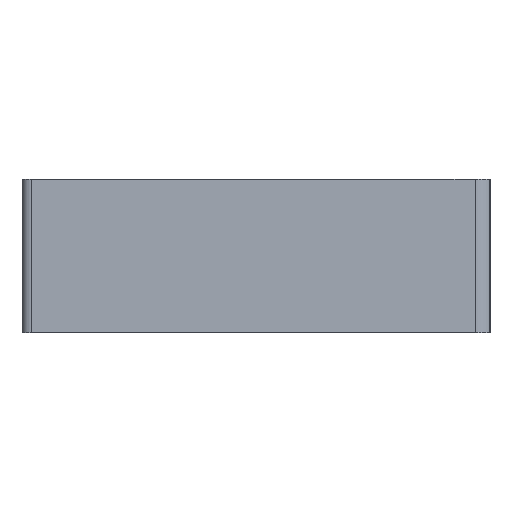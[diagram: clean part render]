
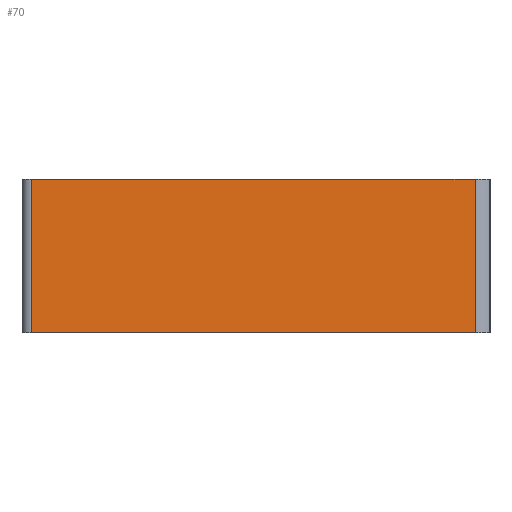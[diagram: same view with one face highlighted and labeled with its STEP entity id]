
A CAD part, front view. The second image highlights one B-rep face of the part: STEP entity #70.
In plain terms, the highlighted planar face has unit normal (0.052, -0.999, 0).
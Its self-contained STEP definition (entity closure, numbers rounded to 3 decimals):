
#70 = ADVANCED_FACE ( 'NONE', ( #440 ), #683, .T. ) ;
#95 = VERTEX_POINT ( 'NONE', #558 ) ;
#119 = CARTESIAN_POINT ( 'NONE',  ( 1.094, -66.548, 15. ) ) ;
#121 = CARTESIAN_POINT ( 'NONE',  ( 1.094, -66.548, 15. ) ) ;
#152 = VERTEX_POINT ( 'NONE', #325 ) ;
#201 = DIRECTION ( 'NONE',  ( -0.999, -0.052, 0. ) ) ;
#282 = CARTESIAN_POINT ( 'NONE',  ( 87.476, -62.02, 15. ) ) ;
#295 = ORIENTED_EDGE ( 'NONE', *, *, #480, .T. ) ;
#325 = CARTESIAN_POINT ( 'NONE',  ( 87.476, -62.02, -15. ) ) ;
#376 = CARTESIAN_POINT ( 'NONE',  ( 1.094, -66.548, 15. ) ) ;
#379 = DIRECTION ( 'NONE',  ( -0.999, -0.052, 0. ) ) ;
#383 = EDGE_CURVE ( 'NONE', #396, #152, #716, .T. ) ;
#390 = LINE ( 'NONE', #376, #726 ) ;
#396 = VERTEX_POINT ( 'NONE', #282 ) ;
#432 = EDGE_LOOP ( 'NONE', ( #761, #601, #696, #295 ) ) ;
#440 = FACE_OUTER_BOUND ( 'NONE', #432, .T. ) ;
#450 = CARTESIAN_POINT ( 'NONE',  ( 1.094, -66.548, -15. ) ) ;
#462 = VERTEX_POINT ( 'NONE', #119 ) ;
#480 = EDGE_CURVE ( 'NONE', #462, #95, #390, .T. ) ;
#494 = EDGE_CURVE ( 'NONE', #396, #462, #691, .T. ) ;
#508 = EDGE_CURVE ( 'NONE', #152, #95, #641, .T. ) ;
#521 = DIRECTION ( 'NONE',  ( 0., 0., -1. ) ) ;
#550 = AXIS2_PLACEMENT_3D ( 'NONE', #671, #639, #638 ) ;
#558 = CARTESIAN_POINT ( 'NONE',  ( 1.094, -66.548, -15. ) ) ;
#573 = CARTESIAN_POINT ( 'NONE',  ( 87.476, -62.02, 15. ) ) ;
#601 = ORIENTED_EDGE ( 'NONE', *, *, #383, .F. ) ;
#613 = DIRECTION ( 'NONE',  ( 0., 0., -1. ) ) ;
#635 = VECTOR ( 'NONE', #379, 1000. ) ;
#638 = DIRECTION ( 'NONE',  ( 0.999, 0.052, 0. ) ) ;
#639 = DIRECTION ( 'NONE',  ( 0.052, -0.999, 0. ) ) ;
#641 = LINE ( 'NONE', #450, #635 ) ;
#671 = CARTESIAN_POINT ( 'NONE',  ( 1.094, -66.548, 15. ) ) ;
#683 = PLANE ( 'NONE',  #550 ) ;
#691 = LINE ( 'NONE', #121, #752 ) ;
#696 = ORIENTED_EDGE ( 'NONE', *, *, #494, .T. ) ;
#716 = LINE ( 'NONE', #573, #750 ) ;
#726 = VECTOR ( 'NONE', #521, 1000. ) ;
#750 = VECTOR ( 'NONE', #613, 1000. ) ;
#752 = VECTOR ( 'NONE', #201, 1000. ) ;
#761 = ORIENTED_EDGE ( 'NONE', *, *, #508, .F. ) ;
